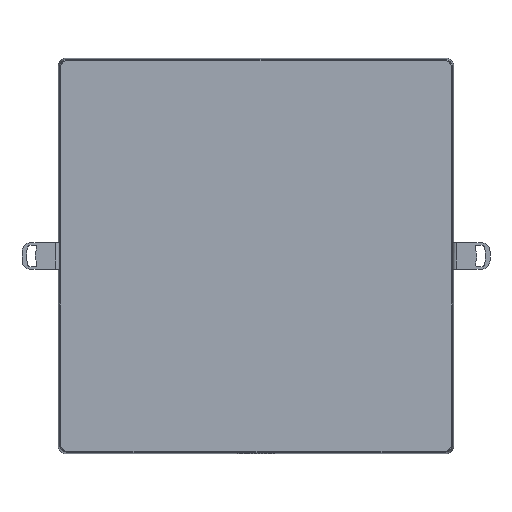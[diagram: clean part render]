
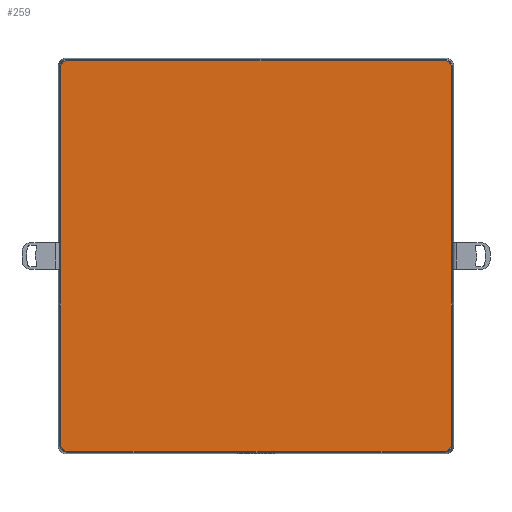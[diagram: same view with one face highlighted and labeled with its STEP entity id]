
A CAD part, top view. The second image highlights one B-rep face of the part: STEP entity #259.
In plain terms, the highlighted planar face has unit normal (0, 0, -1).
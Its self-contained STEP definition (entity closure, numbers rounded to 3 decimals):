
#259=ADVANCED_FACE('',(#531),#4339,.T.);
#531=FACE_OUTER_BOUND('',#835,.T.);
#835=EDGE_LOOP('',(#1930,#1931,#1932,#1933,#1934,#1935,#1936,#1937,#1938,
#1939));
#1930=ORIENTED_EDGE('',*,*,#2794,.F.);
#1931=ORIENTED_EDGE('',*,*,#2898,.F.);
#1932=ORIENTED_EDGE('',*,*,#2793,.F.);
#1933=ORIENTED_EDGE('',*,*,#2902,.F.);
#1934=ORIENTED_EDGE('',*,*,#2792,.F.);
#1935=ORIENTED_EDGE('',*,*,#2801,.T.);
#1936=ORIENTED_EDGE('',*,*,#2796,.F.);
#1937=ORIENTED_EDGE('',*,*,#2791,.F.);
#1938=ORIENTED_EDGE('',*,*,#2790,.F.);
#1939=ORIENTED_EDGE('',*,*,#2896,.F.);
#2790=EDGE_CURVE('',#4048,#4050,#3172,.T.);
#2791=EDGE_CURVE('',#4050,#3988,#3173,.T.);
#2792=EDGE_CURVE('',#3992,#4052,#3174,.T.);
#2793=EDGE_CURVE('',#4051,#4049,#3175,.T.);
#2794=EDGE_CURVE('',#4047,#3986,#3176,.T.);
#2796=EDGE_CURVE('',#3988,#3989,#3178,.T.);
#2801=EDGE_CURVE('',#3992,#3989,#3559,.T.);
#2896=EDGE_CURVE('',#3986,#4048,#3604,.T.);
#2898=EDGE_CURVE('',#4049,#4047,#3605,.T.);
#2902=EDGE_CURVE('',#4052,#4051,#3606,.T.);
#3172=(
BOUNDED_CURVE()
B_SPLINE_CURVE(2,(#9029,#9030,#9031,#9032,#9033),.UNSPECIFIED.,.F.,.F.)
B_SPLINE_CURVE_WITH_KNOTS((3,2,3),(228.087,231.228,234.369),
 .UNSPECIFIED.)
CURVE()
GEOMETRIC_REPRESENTATION_ITEM()
RATIONAL_B_SPLINE_CURVE((1.,1.,1.172,1.,
1.))
REPRESENTATION_ITEM('')
);
#3173=(
BOUNDED_CURVE()
B_SPLINE_CURVE(2,(#9034,#9035,#9036),.UNSPECIFIED.,.F.,.F.)
B_SPLINE_CURVE_WITH_KNOTS((3,3),(234.369,329.057),
 .UNSPECIFIED.)
CURVE()
GEOMETRIC_REPRESENTATION_ITEM()
RATIONAL_B_SPLINE_CURVE((1.,1.,1.))
REPRESENTATION_ITEM('')
);
#3174=(
BOUNDED_CURVE()
B_SPLINE_CURVE(2,(#9037,#9038,#9039,#9040,#9041),.UNSPECIFIED.,.F.,.F.)
B_SPLINE_CURVE_WITH_KNOTS((3,2,3),(446.744,449.885,453.027),
 .UNSPECIFIED.)
CURVE()
GEOMETRIC_REPRESENTATION_ITEM()
RATIONAL_B_SPLINE_CURVE((1.,1.,1.172,1.,
1.))
REPRESENTATION_ITEM('')
);
#3175=(
BOUNDED_CURVE()
B_SPLINE_CURVE(2,(#9042,#9043,#9044,#9045,#9046),.UNSPECIFIED.,.F.,.F.)
B_SPLINE_CURVE_WITH_KNOTS((3,2,3),(665.401,668.543,671.684),
 .UNSPECIFIED.)
CURVE()
GEOMETRIC_REPRESENTATION_ITEM()
RATIONAL_B_SPLINE_CURVE((1.,1.,1.172,1.,
1.))
REPRESENTATION_ITEM('')
);
#3176=(
BOUNDED_CURVE()
B_SPLINE_CURVE(2,(#9047,#9048,#9049,#9050,#9051),.UNSPECIFIED.,.F.,.F.)
B_SPLINE_CURVE_WITH_KNOTS((3,2,3),(884.059,887.2,890.341),
 .UNSPECIFIED.)
CURVE()
GEOMETRIC_REPRESENTATION_ITEM()
RATIONAL_B_SPLINE_CURVE((1.,1.,1.172,1.,
1.))
REPRESENTATION_ITEM('')
);
#3178=(
BOUNDED_CURVE()
B_SPLINE_CURVE(1,(#9055,#9056),.UNSPECIFIED.,.F.,.F.)
B_SPLINE_CURVE_WITH_KNOTS((2,2),(0.,23.),.UNSPECIFIED.)
CURVE()
GEOMETRIC_REPRESENTATION_ITEM()
RATIONAL_B_SPLINE_CURVE((1.,1.))
REPRESENTATION_ITEM('')
);
#3559=B_SPLINE_CURVE_WITH_KNOTS('',1,(#9067,#9068),.UNSPECIFIED.,.F.,.F.,
(2,2),(-94.687,0.),.UNSPECIFIED.);
#3604=B_SPLINE_CURVE_WITH_KNOTS('',1,(#9391,#9392),.UNSPECIFIED.,.F.,.F.,
(2,2),(0.,212.375),.UNSPECIFIED.);
#3605=B_SPLINE_CURVE_WITH_KNOTS('',1,(#9396,#9397),.UNSPECIFIED.,.F.,.F.,
(2,2),(0.,212.375),.UNSPECIFIED.);
#3606=B_SPLINE_CURVE_WITH_KNOTS('',1,(#9407,#9408),.UNSPECIFIED.,.F.,.F.,
(2,2),(0.,212.375),.UNSPECIFIED.);
#3986=VERTEX_POINT('',#8850);
#3988=VERTEX_POINT('',#8852);
#3989=VERTEX_POINT('',#8853);
#3992=VERTEX_POINT('',#8856);
#4047=VERTEX_POINT('',#8911);
#4048=VERTEX_POINT('',#8912);
#4049=VERTEX_POINT('',#8913);
#4050=VERTEX_POINT('',#8914);
#4051=VERTEX_POINT('',#8915);
#4052=VERTEX_POINT('',#8916);
#4339=PLANE('',#4538);
#4538=AXIS2_PLACEMENT_3D('',#8087,#4653,$);
#4653=DIRECTION('',(0.,0.,-1.));
#8087=CARTESIAN_POINT('',(-112.39,-109.431,21.537));
#8850=CARTESIAN_POINT('',(-110.186,109.146,21.537));
#8852=CARTESIAN_POINT('',(-11.5,-107.227,21.537));
#8853=CARTESIAN_POINT('',(11.5,-107.227,21.537));
#8856=CARTESIAN_POINT('',(106.187,-107.227,21.537));
#8911=CARTESIAN_POINT('',(-106.187,113.145,21.537));
#8912=CARTESIAN_POINT('',(-110.186,-103.228,21.537));
#8913=CARTESIAN_POINT('',(106.187,113.145,21.537));
#8914=CARTESIAN_POINT('',(-106.187,-107.227,21.537));
#8915=CARTESIAN_POINT('',(110.186,109.146,21.537));
#8916=CARTESIAN_POINT('',(110.186,-103.228,21.537));
#9029=CARTESIAN_POINT('',(-110.186,-103.228,21.537));
#9030=CARTESIAN_POINT('',(-110.186,-104.885,21.537));
#9031=CARTESIAN_POINT('',(-109.015,-106.056,21.537));
#9032=CARTESIAN_POINT('',(-107.844,-107.227,21.537));
#9033=CARTESIAN_POINT('',(-106.187,-107.227,21.537));
#9034=CARTESIAN_POINT('',(-106.187,-107.227,21.537));
#9035=CARTESIAN_POINT('',(-58.844,-107.227,21.537));
#9036=CARTESIAN_POINT('',(-11.5,-107.227,21.537));
#9037=CARTESIAN_POINT('',(106.187,-107.227,21.537));
#9038=CARTESIAN_POINT('',(107.844,-107.227,21.537));
#9039=CARTESIAN_POINT('',(109.015,-106.056,21.537));
#9040=CARTESIAN_POINT('',(110.186,-104.885,21.537));
#9041=CARTESIAN_POINT('',(110.186,-103.228,21.537));
#9042=CARTESIAN_POINT('',(110.186,109.146,21.537));
#9043=CARTESIAN_POINT('',(110.186,110.803,21.537));
#9044=CARTESIAN_POINT('',(109.015,111.974,21.537));
#9045=CARTESIAN_POINT('',(107.844,113.145,21.537));
#9046=CARTESIAN_POINT('',(106.187,113.145,21.537));
#9047=CARTESIAN_POINT('',(-106.187,113.145,21.537));
#9048=CARTESIAN_POINT('',(-107.844,113.145,21.537));
#9049=CARTESIAN_POINT('',(-109.015,111.974,21.537));
#9050=CARTESIAN_POINT('',(-110.186,110.803,21.537));
#9051=CARTESIAN_POINT('',(-110.186,109.146,21.537));
#9055=CARTESIAN_POINT('',(-11.5,-107.227,21.537));
#9056=CARTESIAN_POINT('',(11.5,-107.227,21.537));
#9067=CARTESIAN_POINT('',(106.187,-107.227,21.537));
#9068=CARTESIAN_POINT('',(11.5,-107.227,21.537));
#9391=CARTESIAN_POINT('',(-110.186,109.146,21.537));
#9392=CARTESIAN_POINT('',(-110.186,-103.228,21.537));
#9396=CARTESIAN_POINT('',(106.187,113.145,21.537));
#9397=CARTESIAN_POINT('',(-106.187,113.145,21.537));
#9407=CARTESIAN_POINT('',(110.186,-103.228,21.537));
#9408=CARTESIAN_POINT('',(110.186,109.146,21.537));
